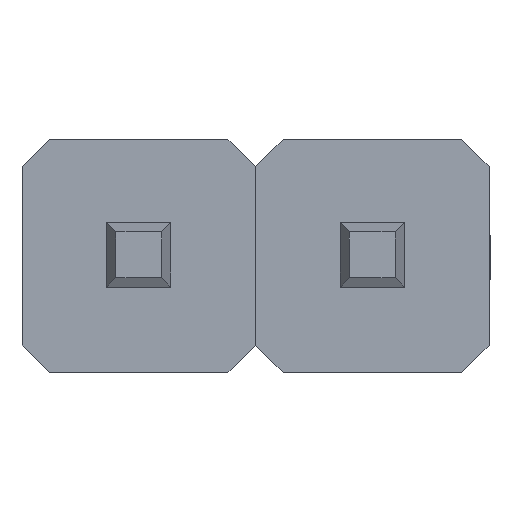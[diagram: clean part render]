
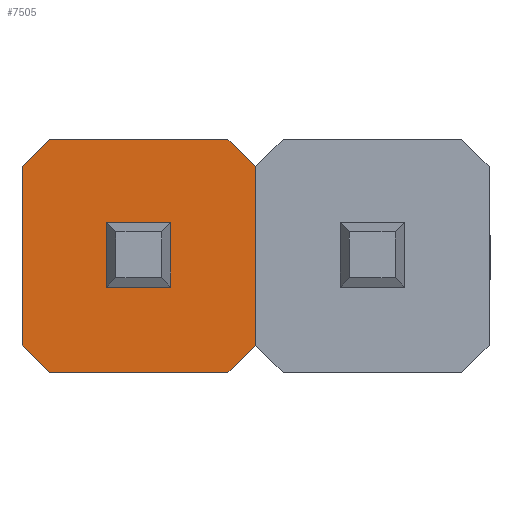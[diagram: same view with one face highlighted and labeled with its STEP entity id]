
A CAD part, top view. The second image highlights one B-rep face of the part: STEP entity #7505.
In plain terms, the highlighted planar face has unit normal (0, 0, 1).
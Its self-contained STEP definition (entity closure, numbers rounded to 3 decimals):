
#245=FACE_BOUND('',#857,.T.);
#448=FACE_OUTER_BOUND('',#856,.T.);
#856=EDGE_LOOP('',(#4775,#4776,#4777,#4778,#4779,#4780,#4781,#4782));
#857=EDGE_LOOP('',(#4783,#4784,#4785,#4786));
#1324=LINE('',#10192,#2139);
#1327=LINE('',#10198,#2142);
#1330=LINE('',#10204,#2145);
#1336=LINE('',#10215,#2151);
#1339=LINE('',#10221,#2154);
#1342=LINE('',#10227,#2157);
#1345=LINE('',#10233,#2160);
#1348=LINE('',#10238,#2163);
#1351=LINE('',#10245,#2166);
#1352=LINE('',#10247,#2167);
#1353=LINE('',#10249,#2168);
#1354=LINE('',#10250,#2169);
#2139=VECTOR('',#8414,1.);
#2142=VECTOR('',#8419,1.);
#2145=VECTOR('',#8424,1.);
#2151=VECTOR('',#8432,1.);
#2154=VECTOR('',#8437,1.);
#2157=VECTOR('',#8442,1.);
#2160=VECTOR('',#8447,1.);
#2163=VECTOR('',#8452,1.);
#2166=VECTOR('',#8457,1.);
#2167=VECTOR('',#8458,1.);
#2168=VECTOR('',#8459,1.);
#2169=VECTOR('',#8460,1.);
#2960=VERTEX_POINT('',#10185);
#2963=VERTEX_POINT('',#10190);
#2965=VERTEX_POINT('',#10196);
#2967=VERTEX_POINT('',#10202);
#2971=VERTEX_POINT('',#10213);
#2973=VERTEX_POINT('',#10219);
#2975=VERTEX_POINT('',#10225);
#2977=VERTEX_POINT('',#10231);
#2980=VERTEX_POINT('',#10243);
#2981=VERTEX_POINT('',#10244);
#2982=VERTEX_POINT('',#10246);
#2983=VERTEX_POINT('',#10248);
#3670=EDGE_CURVE('',#2960,#2963,#1324,.T.);
#3673=EDGE_CURVE('',#2963,#2965,#1327,.T.);
#3676=EDGE_CURVE('',#2965,#2967,#1330,.T.);
#3682=EDGE_CURVE('',#2967,#2971,#1336,.T.);
#3685=EDGE_CURVE('',#2971,#2973,#1339,.T.);
#3688=EDGE_CURVE('',#2973,#2975,#1342,.T.);
#3691=EDGE_CURVE('',#2975,#2977,#1345,.T.);
#3694=EDGE_CURVE('',#2977,#2960,#1348,.T.);
#3697=EDGE_CURVE('',#2980,#2981,#1351,.T.);
#3698=EDGE_CURVE('',#2982,#2980,#1352,.T.);
#3699=EDGE_CURVE('',#2983,#2982,#1353,.T.);
#3700=EDGE_CURVE('',#2981,#2983,#1354,.T.);
#4775=ORIENTED_EDGE('',*,*,#3670,.T.);
#4776=ORIENTED_EDGE('',*,*,#3673,.T.);
#4777=ORIENTED_EDGE('',*,*,#3676,.T.);
#4778=ORIENTED_EDGE('',*,*,#3682,.T.);
#4779=ORIENTED_EDGE('',*,*,#3685,.T.);
#4780=ORIENTED_EDGE('',*,*,#3688,.T.);
#4781=ORIENTED_EDGE('',*,*,#3691,.T.);
#4782=ORIENTED_EDGE('',*,*,#3694,.T.);
#4783=ORIENTED_EDGE('',*,*,#3697,.F.);
#4784=ORIENTED_EDGE('',*,*,#3698,.F.);
#4785=ORIENTED_EDGE('',*,*,#3699,.F.);
#4786=ORIENTED_EDGE('',*,*,#3700,.F.);
#6826=PLANE('',#7999);
#7505=ADVANCED_FACE('',(#448,#245),#6826,.T.);
#7999=AXIS2_PLACEMENT_3D('',#10242,#8455,#8456);
#8414=DIRECTION('',(0.707,-0.707,0.));
#8419=DIRECTION('',(1.,0.,0.));
#8424=DIRECTION('',(0.707,0.707,0.));
#8432=DIRECTION('',(0.,1.,0.));
#8437=DIRECTION('',(-0.707,0.707,0.));
#8442=DIRECTION('',(-1.,0.,0.));
#8447=DIRECTION('',(-0.707,-0.707,0.));
#8452=DIRECTION('',(0.,-1.,0.));
#8455=DIRECTION('center_axis',(0.,0.,1.));
#8456=DIRECTION('ref_axis',(1.,0.,0.));
#8457=DIRECTION('',(0.,1.,0.));
#8458=DIRECTION('',(1.,0.,0.));
#8459=DIRECTION('',(0.,-1.,0.));
#8460=DIRECTION('',(-1.,0.,0.));
#10185=CARTESIAN_POINT('',(-2.54,-0.97,2.5));
#10190=CARTESIAN_POINT('',(-2.24,-1.27,2.5));
#10192=CARTESIAN_POINT('',(-2.54,-0.97,2.5));
#10196=CARTESIAN_POINT('',(-0.3,-1.27,2.5));
#10198=CARTESIAN_POINT('',(-2.24,-1.27,2.5));
#10202=CARTESIAN_POINT('',(0.,-0.97,2.5));
#10204=CARTESIAN_POINT('',(-0.3,-1.27,2.5));
#10213=CARTESIAN_POINT('',(0.,0.97,2.5));
#10215=CARTESIAN_POINT('',(0.,0.97,2.5));
#10219=CARTESIAN_POINT('',(-0.3,1.27,2.5));
#10221=CARTESIAN_POINT('',(-0.3,1.27,2.5));
#10225=CARTESIAN_POINT('',(-2.24,1.27,2.5));
#10227=CARTESIAN_POINT('',(-2.24,1.27,2.5));
#10231=CARTESIAN_POINT('',(-2.54,0.97,2.5));
#10233=CARTESIAN_POINT('',(-2.54,0.97,2.5));
#10238=CARTESIAN_POINT('',(-2.54,0.97,2.5));
#10242=CARTESIAN_POINT('Origin',(-1.27,0.,2.5));
#10243=CARTESIAN_POINT('',(-0.92,-0.35,2.5));
#10244=CARTESIAN_POINT('',(-0.92,0.35,2.5));
#10245=CARTESIAN_POINT('',(-0.92,0.,2.5));
#10246=CARTESIAN_POINT('',(-1.62,-0.35,2.5));
#10247=CARTESIAN_POINT('',(-1.27,-0.35,2.5));
#10248=CARTESIAN_POINT('',(-1.62,0.35,2.5));
#10249=CARTESIAN_POINT('',(-1.62,0.,2.5));
#10250=CARTESIAN_POINT('',(-1.27,0.35,2.5));
